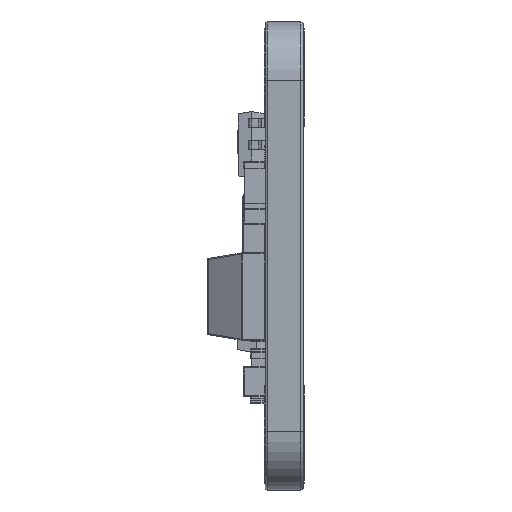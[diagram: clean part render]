
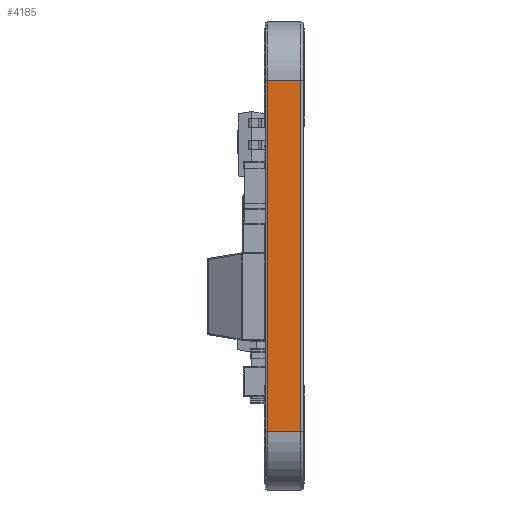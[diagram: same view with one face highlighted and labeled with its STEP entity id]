
A CAD part, left-side view. The second image highlights one B-rep face of the part: STEP entity #4185.
In plain terms, the highlighted planar face has unit normal (-1, 0, 0).
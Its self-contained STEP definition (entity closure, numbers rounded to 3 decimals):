
#28 = CARTESIAN_POINT ( 'NONE',  ( 0., 0.1, -17.78 ) ) ;
#341 = ORIENTED_EDGE ( 'NONE', *, *, #11599, .T. ) ;
#352 = ORIENTED_EDGE ( 'NONE', *, *, #21857, .T. ) ;
#1645 = VERTEX_POINT ( 'NONE', #5656 ) ;
#1777 = DIRECTION ( 'NONE',  ( 0., 0., -1. ) ) ;
#2407 = DIRECTION ( 'NONE',  ( 0., 1., 0. ) ) ;
#2742 = ORIENTED_EDGE ( 'NONE', *, *, #4895, .T. ) ;
#4158 = FACE_OUTER_BOUND ( 'NONE', #12096, .T. ) ;
#4185 = ADVANCED_FACE ( 'NONE', ( #4158 ), #9627, .F. ) ;
#4215 = VECTOR ( 'NONE', #1777, 1000. ) ;
#4783 = DIRECTION ( 'NONE',  ( 0., 0., 1. ) ) ;
#4895 = EDGE_CURVE ( 'NONE', #1645, #13605, #17838, .T. ) ;
#5656 = CARTESIAN_POINT ( 'NONE',  ( 0., 1.55, -2.54 ) ) ;
#7824 = CARTESIAN_POINT ( 'NONE',  ( 0., 1.65, -2.54 ) ) ;
#9627 = PLANE ( 'NONE',  #10149 ) ;
#9927 = VECTOR ( 'NONE', #20163, 1000. ) ;
#10149 = AXIS2_PLACEMENT_3D ( 'NONE', #11255, #18364, #2407 ) ;
#11255 = CARTESIAN_POINT ( 'NONE',  ( 0., 1.65, -2.54 ) ) ;
#11599 = EDGE_CURVE ( 'NONE', #13605, #17572, #22076, .T. ) ;
#12096 = EDGE_LOOP ( 'NONE', ( #341, #352, #15253, #2742 ) ) ;
#12711 = CARTESIAN_POINT ( 'NONE',  ( 0., 1.55, -17.78 ) ) ;
#13356 = CARTESIAN_POINT ( 'NONE',  ( 0., 1.55, -17.78 ) ) ;
#13517 = LINE ( 'NONE', #15393, #15689 ) ;
#13605 = VERTEX_POINT ( 'NONE', #13356 ) ;
#15253 = ORIENTED_EDGE ( 'NONE', *, *, #17843, .F. ) ;
#15309 = CARTESIAN_POINT ( 'NONE',  ( 0., 1.65, -17.78 ) ) ;
#15393 = CARTESIAN_POINT ( 'NONE',  ( 0., 0.1, -2.54 ) ) ;
#15419 = DIRECTION ( 'NONE',  ( 0., -1., 0. ) ) ;
#15689 = VECTOR ( 'NONE', #4783, 1000. ) ;
#16775 = VERTEX_POINT ( 'NONE', #18855 ) ;
#17213 = VECTOR ( 'NONE', #15419, 1000. ) ;
#17572 = VERTEX_POINT ( 'NONE', #28 ) ;
#17838 = LINE ( 'NONE', #12711, #4215 ) ;
#17843 = EDGE_CURVE ( 'NONE', #1645, #16775, #22240, .T. ) ;
#18364 = DIRECTION ( 'NONE',  ( 1., 0., 0. ) ) ;
#18855 = CARTESIAN_POINT ( 'NONE',  ( 0., 0.1, -2.54 ) ) ;
#20163 = DIRECTION ( 'NONE',  ( 0., -1., 0. ) ) ;
#21857 = EDGE_CURVE ( 'NONE', #17572, #16775, #13517, .T. ) ;
#22076 = LINE ( 'NONE', #15309, #17213 ) ;
#22240 = LINE ( 'NONE', #7824, #9927 ) ;
